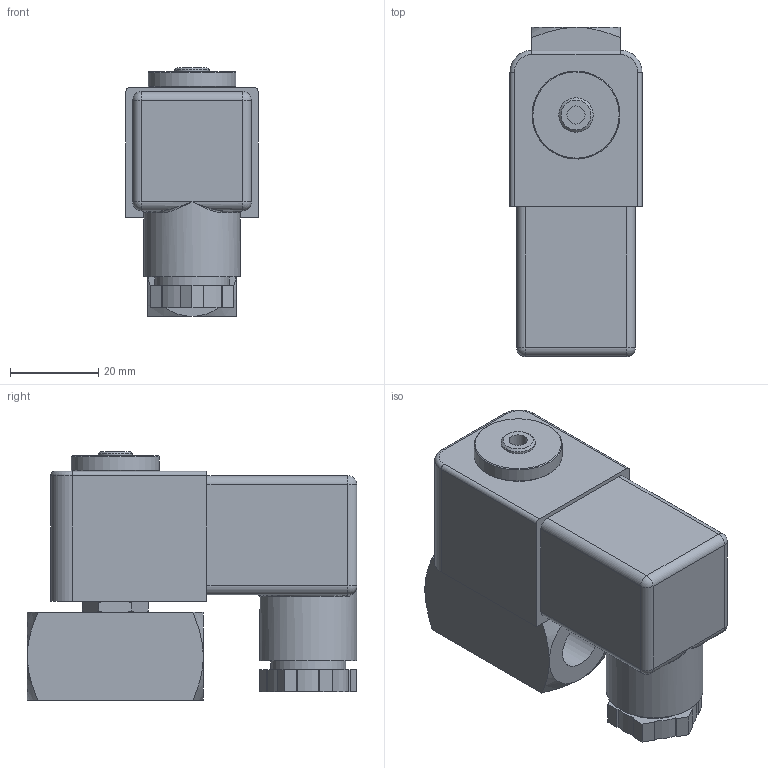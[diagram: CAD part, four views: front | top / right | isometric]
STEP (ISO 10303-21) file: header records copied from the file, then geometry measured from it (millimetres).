
FILE_DESCRIPTION(/* description */ ('3D-Modell'),/* implementation_level */ '2;1');
FILE_NAME(/* name */ '072.000409_A7241-1002-.182.stp',/* time_stamp */ '2021-10-22T09:44:47+02:00',/* author */ ('CBeuthner'),/* organization */ (''),/* preprocessor_version */ 'ST-DEVELOPER v16.1',/* originating_system */ 'Autodesk Inventor 2016',/* authorisation */ '');
FILE_SCHEMA (('CONFIG_CONTROL_DESIGN'));
Length unit declared in the file: millimetre
Products named in the file (1): 88-005347
Bounding box: 30 x 74.8 x 56.5 mm (x, y, z)
Volume: 78183.3 mm3; surface area: 15847.4 mm2
Topology: 1 solids, 1 shells, 116 faces, 285 edges, 175 vertices
Faces by surface type: plane 57, cylinder 27, cone 23, sphere 4, torus 3, bspline 2
Full cylindrical faces by diameter (mm): 4.134 x1, 7.8 x1, 11.445 x2, 17 x1, 20 x1, 22 x1
Entity records: 3391 total; most frequent: CARTESIAN_POINT 785, DIRECTION 535, ORIENTED_EDGE 534, EDGE_CURVE 267, AXIS2_PLACEMENT_3D 197, VERTEX_POINT 173, LINE 141, VECTOR 141
